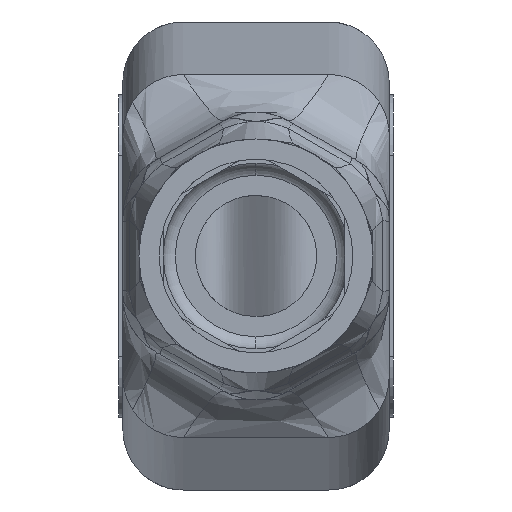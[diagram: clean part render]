
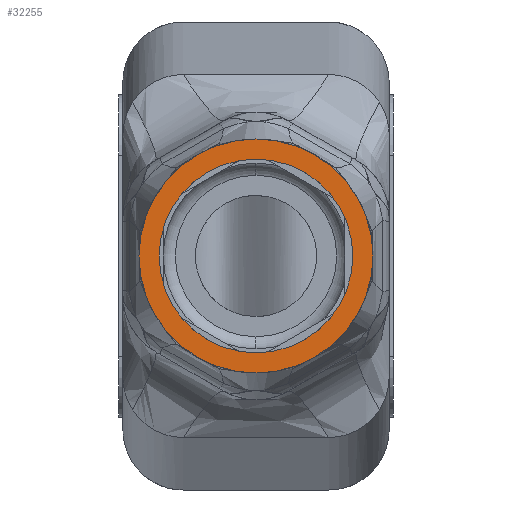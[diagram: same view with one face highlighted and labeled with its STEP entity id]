
A CAD part, left-side view. The second image highlights one B-rep face of the part: STEP entity #32255.
In plain terms, the highlighted planar face has unit normal (-1, 0, 0).
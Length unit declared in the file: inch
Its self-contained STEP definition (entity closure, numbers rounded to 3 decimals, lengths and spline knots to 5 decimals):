
#723 = VERTEX_POINT ( 'NONE', #36227 ) ;
#1682 = CIRCLE ( 'NONE', #9981, 0.09449 ) ;
#8160 = EDGE_LOOP ( 'NONE', ( #42771, #25042 ) ) ;
#8740 = AXIS2_PLACEMENT_3D ( 'NONE', #24039, #24262, #38238 ) ;
#9415 = AXIS2_PLACEMENT_3D ( 'NONE', #31095, #44767, #21580 ) ;
#9734 = DIRECTION ( 'NONE',  ( -1., 0., 0. ) ) ;
#9981 = AXIS2_PLACEMENT_3D ( 'NONE', #26045, #11617, #40461 ) ;
#11485 = VERTEX_POINT ( 'NONE', #39789 ) ;
#11617 = DIRECTION ( 'NONE',  ( 1., 0., 0. ) ) ;
#12242 = VERTEX_POINT ( 'NONE', #40240 ) ;
#12424 = EDGE_LOOP ( 'NONE', ( #19605, #32457 ) ) ;
#13138 = CARTESIAN_POINT ( 'NONE',  ( -0.35433, 0.08661, 0.11417 ) ) ;
#16061 = CARTESIAN_POINT ( 'NONE',  ( -0.35433, 0.08661, 0. ) ) ;
#17759 = CIRCLE ( 'NONE', #8740, 0.11417 ) ;
#19358 = EDGE_CURVE ( 'NONE', #723, #11485, #29810, .T. ) ;
#19605 = ORIENTED_EDGE ( 'NONE', *, *, #33433, .T. ) ;
#21505 = FACE_BOUND ( 'NONE', #8160, .T. ) ;
#21580 = DIRECTION ( 'NONE',  ( 0., 0., 1. ) ) ;
#24039 = CARTESIAN_POINT ( 'NONE',  ( -0.35433, 0.08661, 0. ) ) ;
#24262 = DIRECTION ( 'NONE',  ( -1., 0., 0. ) ) ;
#25042 = ORIENTED_EDGE ( 'NONE', *, *, #40327, .T. ) ;
#25218 = AXIS2_PLACEMENT_3D ( 'NONE', #16061, #30510, #45133 ) ;
#26045 = CARTESIAN_POINT ( 'NONE',  ( -0.35433, 0.08661, 0. ) ) ;
#27701 = PLANE ( 'NONE',  #28894 ) ;
#28894 = AXIS2_PLACEMENT_3D ( 'NONE', #42106, #9734, #31493 ) ;
#29810 = CIRCLE ( 'NONE', #9415, 0.09449 ) ;
#30510 = DIRECTION ( 'NONE',  ( -1., 0., 0. ) ) ;
#31095 = CARTESIAN_POINT ( 'NONE',  ( -0.35433, 0.08661, 0. ) ) ;
#31252 = FACE_OUTER_BOUND ( 'NONE', #12424, .T. ) ;
#31493 = DIRECTION ( 'NONE',  ( 0., 0., 1. ) ) ;
#32255 = ADVANCED_FACE ( 'NONE', ( #21505, #31252 ), #27701, .T. ) ;
#32457 = ORIENTED_EDGE ( 'NONE', *, *, #36386, .T. ) ;
#33433 = EDGE_CURVE ( 'NONE', #36489, #12242, #34262, .T. ) ;
#34262 = CIRCLE ( 'NONE', #25218, 0.11417 ) ;
#36227 = CARTESIAN_POINT ( 'NONE',  ( -0.35433, 0.08661, 0.09449 ) ) ;
#36386 = EDGE_CURVE ( 'NONE', #12242, #36489, #17759, .T. ) ;
#36489 = VERTEX_POINT ( 'NONE', #13138 ) ;
#38238 = DIRECTION ( 'NONE',  ( 0., 0., 1. ) ) ;
#39789 = CARTESIAN_POINT ( 'NONE',  ( -0.35433, 0.08661, -0.09449 ) ) ;
#40240 = CARTESIAN_POINT ( 'NONE',  ( -0.35433, 0.08661, -0.11417 ) ) ;
#40327 = EDGE_CURVE ( 'NONE', #11485, #723, #1682, .T. ) ;
#40461 = DIRECTION ( 'NONE',  ( 0., 0., 1. ) ) ;
#42106 = CARTESIAN_POINT ( 'NONE',  ( -0.35433, 0.08661, 0. ) ) ;
#42771 = ORIENTED_EDGE ( 'NONE', *, *, #19358, .T. ) ;
#44767 = DIRECTION ( 'NONE',  ( 1., 0., 0. ) ) ;
#45133 = DIRECTION ( 'NONE',  ( 0., 0., 1. ) ) ;
